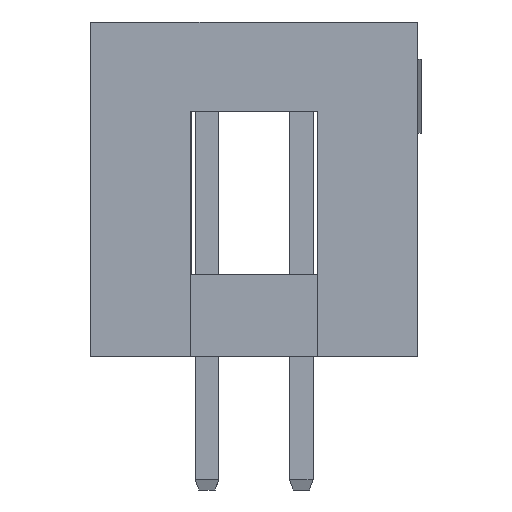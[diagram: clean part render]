
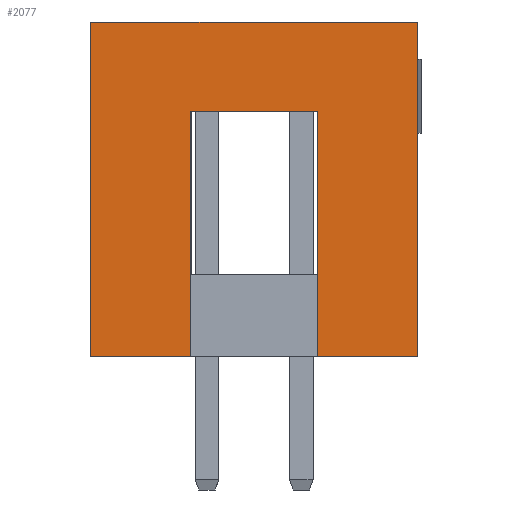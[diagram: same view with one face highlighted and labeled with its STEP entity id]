
A CAD part, left-side view. The second image highlights one B-rep face of the part: STEP entity #2077.
In plain terms, the highlighted planar face has unit normal (-1, 0, 0).
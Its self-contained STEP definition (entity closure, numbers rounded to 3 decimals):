
#29 = EDGE_CURVE ( 'NONE', #4653, #4646, #1101, .T. ) ;
#32 = CARTESIAN_POINT ( 'NONE',  ( -5.17, 2.97, 0. ) ) ;
#133 = ORIENTED_EDGE ( 'NONE', *, *, #6564, .F. ) ;
#157 = ORIENTED_EDGE ( 'NONE', *, *, #29, .T. ) ;
#195 = PLANE ( 'NONE',  #6312 ) ;
#274 = CARTESIAN_POINT ( 'NONE',  ( -5.17, 5.67, 9. ) ) ;
#530 = VERTEX_POINT ( 'NONE', #4093 ) ;
#592 = LINE ( 'NONE', #32, #4289 ) ;
#693 = ORIENTED_EDGE ( 'NONE', *, *, #7442, .T. ) ;
#934 = VECTOR ( 'NONE', #2488, 1000. ) ;
#1094 = CARTESIAN_POINT ( 'NONE',  ( -5.17, -3.13, 0. ) ) ;
#1101 = LINE ( 'NONE', #3725, #1661 ) ;
#1141 = CARTESIAN_POINT ( 'NONE',  ( -5.17, -0.43, 0. ) ) ;
#1260 = CARTESIAN_POINT ( 'NONE',  ( -5.17, 0., 0. ) ) ;
#1494 = EDGE_CURVE ( 'NONE', #1662, #3427, #2436, .T. ) ;
#1519 = CARTESIAN_POINT ( 'NONE',  ( -5.17, 0., 9. ) ) ;
#1661 = VECTOR ( 'NONE', #6159, 1000. ) ;
#1662 = VERTEX_POINT ( 'NONE', #2288 ) ;
#1985 = DIRECTION ( 'NONE',  ( 0., 0., 1. ) ) ;
#2077 = ADVANCED_FACE ( 'NONE', ( #4083 ), #195, .T. ) ;
#2105 = ORIENTED_EDGE ( 'NONE', *, *, #3648, .F. ) ;
#2243 = EDGE_CURVE ( 'NONE', #4660, #4653, #5399, .T. ) ;
#2288 = CARTESIAN_POINT ( 'NONE',  ( -5.17, -3.13, 0. ) ) ;
#2350 = EDGE_CURVE ( 'NONE', #530, #3980, #7625, .T. ) ;
#2436 = LINE ( 'NONE', #1094, #4403 ) ;
#2488 = DIRECTION ( 'NONE',  ( 0., -1., 0. ) ) ;
#2563 = EDGE_LOOP ( 'NONE', ( #7633, #5194, #157, #693, #7082, #2105, #133, #3813 ) ) ;
#2767 = EDGE_CURVE ( 'NONE', #3980, #4660, #592, .T. ) ;
#3039 = DIRECTION ( 'NONE',  ( 0., 0., 1. ) ) ;
#3254 = VERTEX_POINT ( 'NONE', #274 ) ;
#3427 = VERTEX_POINT ( 'NONE', #4501 ) ;
#3648 = EDGE_CURVE ( 'NONE', #3254, #3427, #7373, .T. ) ;
#3723 = CARTESIAN_POINT ( 'NONE',  ( -5.17, 2.97, 6.6 ) ) ;
#3725 = CARTESIAN_POINT ( 'NONE',  ( -5.17, -0.43, 0. ) ) ;
#3813 = ORIENTED_EDGE ( 'NONE', *, *, #2350, .T. ) ;
#3980 = VERTEX_POINT ( 'NONE', #7760 ) ;
#4055 = CARTESIAN_POINT ( 'NONE',  ( -5.17, 5.67, 0. ) ) ;
#4083 = FACE_OUTER_BOUND ( 'NONE', #2563, .T. ) ;
#4093 = CARTESIAN_POINT ( 'NONE',  ( -5.17, 5.67, 0. ) ) ;
#4150 = DIRECTION ( 'NONE',  ( 0., -1., 0. ) ) ;
#4289 = VECTOR ( 'NONE', #1985, 1000. ) ;
#4345 = VECTOR ( 'NONE', #7327, 1000. ) ;
#4403 = VECTOR ( 'NONE', #3039, 1000. ) ;
#4501 = CARTESIAN_POINT ( 'NONE',  ( -5.17, -3.13, 9. ) ) ;
#4641 = CARTESIAN_POINT ( 'NONE',  ( -5.17, 0., 0. ) ) ;
#4646 = VERTEX_POINT ( 'NONE', #1141 ) ;
#4653 = VERTEX_POINT ( 'NONE', #8250 ) ;
#4660 = VERTEX_POINT ( 'NONE', #3723 ) ;
#4712 = LINE ( 'NONE', #4055, #4345 ) ;
#4975 = CARTESIAN_POINT ( 'NONE',  ( -5.17, 0., 0. ) ) ;
#5194 = ORIENTED_EDGE ( 'NONE', *, *, #2243, .T. ) ;
#5229 = DIRECTION ( 'NONE',  ( -1., 0., 0. ) ) ;
#5271 = DIRECTION ( 'NONE',  ( 0., 0., 1. ) ) ;
#5399 = LINE ( 'NONE', #5521, #6722 ) ;
#5521 = CARTESIAN_POINT ( 'NONE',  ( -5.17, 0., 6.6 ) ) ;
#6159 = DIRECTION ( 'NONE',  ( 0., 0., -1. ) ) ;
#6312 = AXIS2_PLACEMENT_3D ( 'NONE', #4641, #5229, #5271 ) ;
#6318 = VECTOR ( 'NONE', #7548, 1000. ) ;
#6564 = EDGE_CURVE ( 'NONE', #530, #3254, #4712, .T. ) ;
#6722 = VECTOR ( 'NONE', #8051, 1000. ) ;
#7082 = ORIENTED_EDGE ( 'NONE', *, *, #1494, .T. ) ;
#7158 = LINE ( 'NONE', #1260, #934 ) ;
#7327 = DIRECTION ( 'NONE',  ( 0., 0., 1. ) ) ;
#7373 = LINE ( 'NONE', #1519, #7414 ) ;
#7414 = VECTOR ( 'NONE', #4150, 1000. ) ;
#7442 = EDGE_CURVE ( 'NONE', #4646, #1662, #7158, .T. ) ;
#7548 = DIRECTION ( 'NONE',  ( 0., -1., 0. ) ) ;
#7625 = LINE ( 'NONE', #4975, #6318 ) ;
#7633 = ORIENTED_EDGE ( 'NONE', *, *, #2767, .T. ) ;
#7760 = CARTESIAN_POINT ( 'NONE',  ( -5.17, 2.97, 0. ) ) ;
#8051 = DIRECTION ( 'NONE',  ( 0., -1., 0. ) ) ;
#8250 = CARTESIAN_POINT ( 'NONE',  ( -5.17, -0.43, 6.6 ) ) ;
